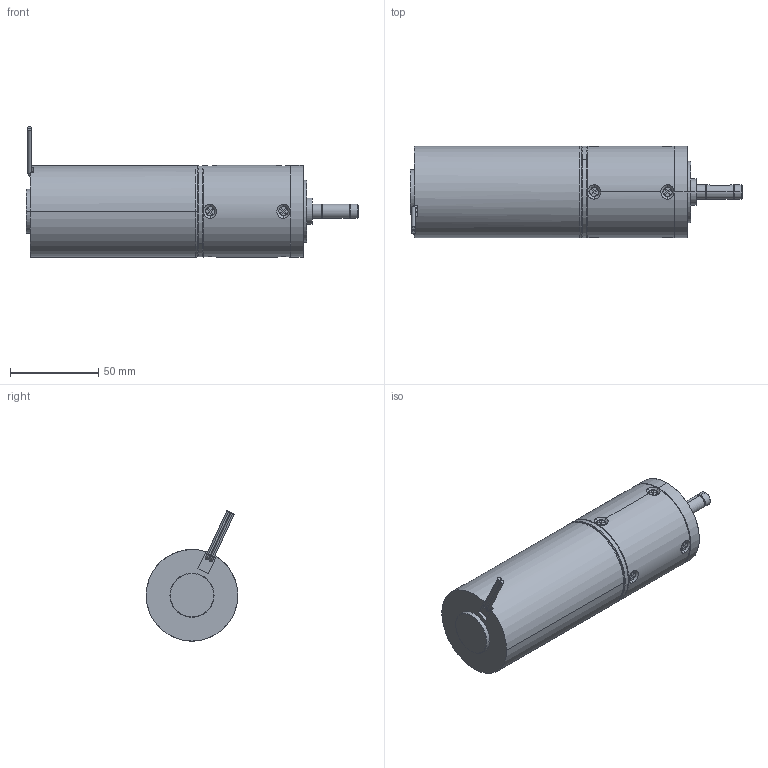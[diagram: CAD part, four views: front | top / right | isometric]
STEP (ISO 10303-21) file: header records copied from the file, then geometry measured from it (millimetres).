
FILE_DESCRIPTION((''),'2;1');
FILE_NAME('52RP-000-000_ASM','2024-07-09T',('86157'),(''),'PRO/ENGINEER BY PARAMETRIC TECHNOLOGY CORPORATION, 2010280','PRO/ENGINEER BY PARAMETRIC TECHNOLOGY CORPORATION, 2010280','');
FILE_SCHEMA(('CONFIG_CONTROL_DESIGN'));
Length unit declared in the file: millimetre
Products named in the file (18): 52RP-003_AF0; 61902-ZZ_AF0; 61902-ZZ_AF1; 52RP-005-12_AF0; 52RP-000-1_AF0_ASM; 52RP-002-3B_AF0; 52RP-004-ZHOU_AF0; 52RP-005-11_AF0; 52RP-005-11; 52RP-005-11_AF1; 52RP-000-2-ZHOU_AF0_ASM; W-K-15_AF0; 52RP-000-3_AF0_ASM; 52RP-001_AF0; MOTOR-52ZY; 52RP-000-5_AF0_ASM; DM080P351001; 52RP-000-000_ASM
Assembly tree (25 placements, depth 4):
  52RP-000-000_ASM
    52RP-000-3_AF0_ASM
      52RP-000-1_AF0_ASM
        52RP-003_AF0
        61902-ZZ_AF0
        61902-ZZ_AF1
        52RP-005-12_AF0
      52RP-002-3B_AF0
      52RP-000-2-ZHOU_AF0_ASM
        52RP-004-ZHOU_AF0
        52RP-005-11_AF0
        52RP-005-11  x2
        52RP-005-11_AF1
      W-K-15_AF0
    52RP-000-5_AF0_ASM
      52RP-001_AF0
      MOTOR-52ZY
    DM080P351001  x8
Bounding box: 188.5 x 52 x 73.9 mm (x, y, z)
Volume: 291913.7 mm3; surface area: 69129.3 mm2
Topology: 21 solids, 38 shells, 1082 faces, 2776 edges, 1766 vertices
Faces by surface type: cylinder 580, plane 184, cone 148, extrusion 96, torus 50, bspline 24
Entity records: 32711 total; most frequent: CARTESIAN_POINT 11528, ORIENTED_EDGE 4516, DIRECTION 3930, EDGE_CURVE 2296, AXIS2_PLACEMENT_3D 1505, VERTEX_POINT 1492, EDGE_LOOP 987, VECTOR 920
